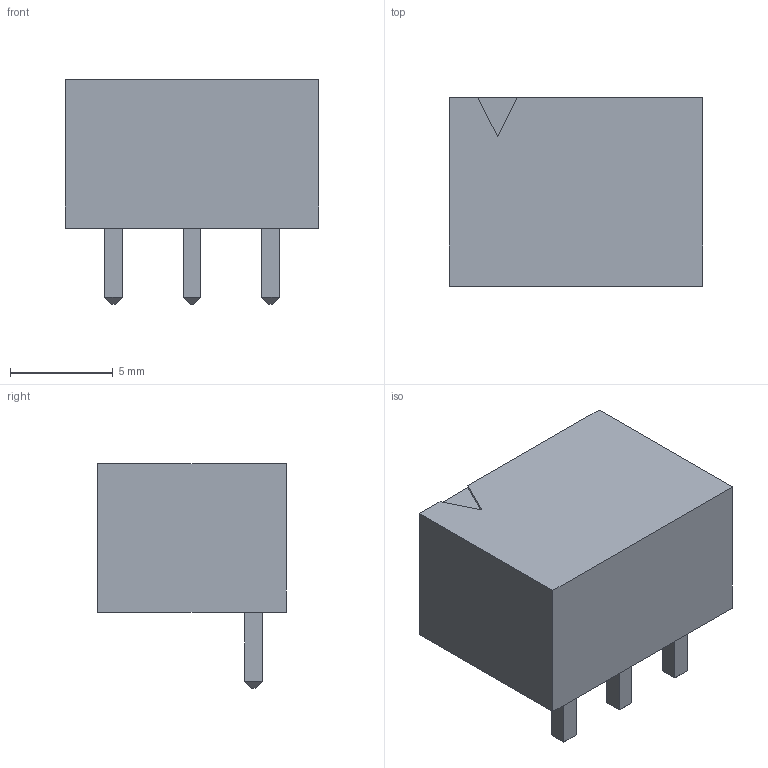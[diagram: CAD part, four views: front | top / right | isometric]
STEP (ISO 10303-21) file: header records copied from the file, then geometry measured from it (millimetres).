
FILE_DESCRIPTION(('FreeCAD Model'),'2;1');
FILE_NAME('12884913.1.1.stp','2020-09-15T07:19:16',( 'Author'),(''),'Open CASCADE STEP processor 6.9','FreeCAD','Unknown' );
FILE_SCHEMA(('AUTOMOTIVE_DESIGN { 1 0 10303 214 1 1 1 1 }'));
Length unit declared in the file: millimetre
Products named in the file (3): ASSEMBLY; Body; LeadsArray
Assembly tree (2 placements, depth 2):
  ASSEMBLY
    Body
    LeadsArray
Bounding box: 12.31 x 9.15 x 10.9 mm (x, y, z)
Volume: 430.2 mm3; surface area: 898.6 mm2
Topology: 4 solids, 4 shells, 68 faces, 153 edges, 94 vertices
Faces by surface type: plane 62, cylinder 6
Entity records: 3924 total; most frequent: CARTESIAN_POINT 660, DIRECTION 607, LINE 435, VECTOR 435, ORIENTED_EDGE 306, PCURVE 306, DEFINITIONAL_REPRESENTATION 306, EDGE_CURVE 153
